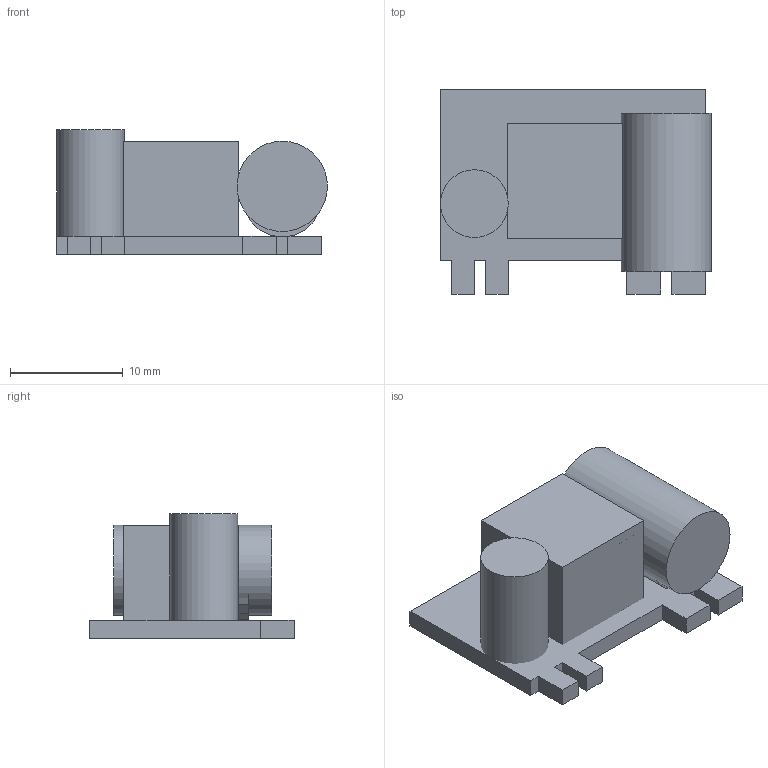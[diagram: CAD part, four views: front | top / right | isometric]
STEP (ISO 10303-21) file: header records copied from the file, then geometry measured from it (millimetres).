
FILE_DESCRIPTION(('FreeCAD Model'),'2;1');
FILE_NAME( 'acdc2.step', '2020-06-10T20:46:39',('Author'),(''), 'Open CASCADE STEP processor 7.3','FreeCAD','Unknown');
FILE_SCHEMA(('AUTOMOTIVE_DESIGN { 1 0 10303 214 1 1 1 1 }'));
Length unit declared in the file: millimetre
Products named in the file (4): ACDC002; Zylinder; Zylinder001; Würfel
Bounding box: 24 x 18.1 x 11 mm (x, y, z)
Volume: 2055.1 mm3; surface area: 2960.6 mm2
Topology: 3 solids, 4 shells, 80 faces, 207 edges, 138 vertices
Faces by surface type: plane 78, cylinder 2
Full cylindrical faces by diameter (mm): 6 x1, 8 x1
Entity records: 5164 total; most frequent: CARTESIAN_POINT 840, DIRECTION 787, LINE 613, VECTOR 613, ORIENTED_EDGE 414, PCURVE 414, DEFINITIONAL_REPRESENTATION 414, EDGE_CURVE 207
